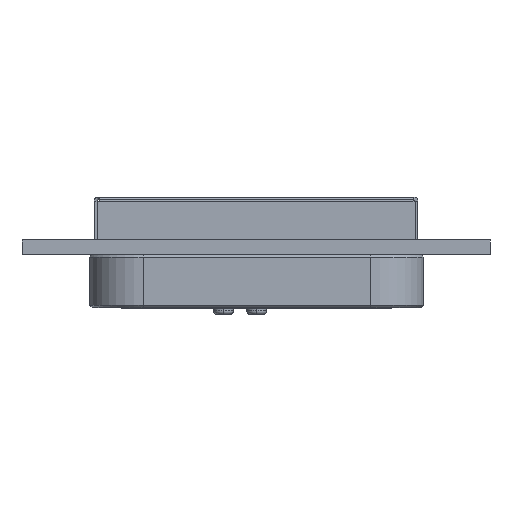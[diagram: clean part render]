
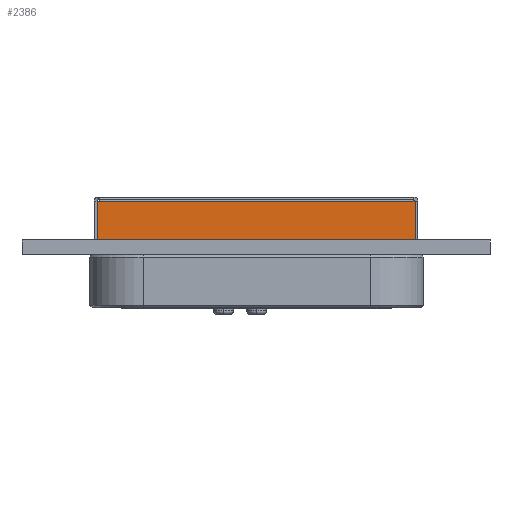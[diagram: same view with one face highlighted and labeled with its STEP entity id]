
A CAD part, front view. The second image highlights one B-rep face of the part: STEP entity #2386.
In plain terms, the highlighted planar face has unit normal (0, -1, 0).
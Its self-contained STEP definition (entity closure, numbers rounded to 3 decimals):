
#162 = ORIENTED_EDGE ( 'NONE', *, *, #16429, .T. ) ;
#798 = FACE_OUTER_BOUND ( 'NONE', #26504, .T. ) ;
#1066 = VECTOR ( 'NONE', #10902, 1000. ) ;
#1078 = CARTESIAN_POINT ( 'NONE',  ( 265.363, 350.917, 3.99 ) ) ;
#2093 = EDGE_CURVE ( 'NONE', #36883, #7331, #27780, .T. ) ;
#2176 = CARTESIAN_POINT ( 'NONE',  ( 144.153, 350.917, 3.99 ) ) ;
#2386 = ADVANCED_FACE ( 'NONE', ( #798 ), #29139, .F. ) ;
#3900 = LINE ( 'NONE', #35445, #24308 ) ;
#3927 = DIRECTION ( 'NONE',  ( 0., 1., 0. ) ) ;
#5752 = VECTOR ( 'NONE', #18370, 1000. ) ;
#6582 = ORIENTED_EDGE ( 'NONE', *, *, #10451, .T. ) ;
#6821 = LINE ( 'NONE', #16334, #30979 ) ;
#7093 = CARTESIAN_POINT ( 'NONE',  ( 265.363, 350.917, 3.99 ) ) ;
#7331 = VERTEX_POINT ( 'NONE', #9401 ) ;
#9401 = CARTESIAN_POINT ( 'NONE',  ( 288.976, 350.917, 3.99 ) ) ;
#9718 = VECTOR ( 'NONE', #21705, 1000. ) ;
#10289 = LINE ( 'NONE', #1078, #1066 ) ;
#10451 = EDGE_CURVE ( 'NONE', #24530, #14894, #10289, .T. ) ;
#10626 = CARTESIAN_POINT ( 'NONE',  ( 289.143, 350.917, 3.99 ) ) ;
#10902 = DIRECTION ( 'NONE',  ( 0., 0., -1. ) ) ;
#12532 = DIRECTION ( 'NONE',  ( 1., 0., 0. ) ) ;
#14894 = VERTEX_POINT ( 'NONE', #39298 ) ;
#15192 = CARTESIAN_POINT ( 'NONE',  ( 265.53, 350.917, 3.99 ) ) ;
#16334 = CARTESIAN_POINT ( 'NONE',  ( 289.143, 350.917, 3.99 ) ) ;
#16429 = EDGE_CURVE ( 'NONE', #36883, #24530, #18600, .T. ) ;
#16894 = AXIS2_PLACEMENT_3D ( 'NONE', #29552, #3927, #19717 ) ;
#17148 = VERTEX_POINT ( 'NONE', #10626 ) ;
#18370 = DIRECTION ( 'NONE',  ( -1., 0., 0. ) ) ;
#18600 = LINE ( 'NONE', #15192, #5752 ) ;
#19717 = DIRECTION ( 'NONE',  ( 0., 0., -1. ) ) ;
#20376 = EDGE_CURVE ( 'NONE', #17148, #7331, #34326, .T. ) ;
#21705 = DIRECTION ( 'NONE',  ( 1., 0., 0. ) ) ;
#24308 = VECTOR ( 'NONE', #12532, 1000. ) ;
#24530 = VERTEX_POINT ( 'NONE', #7093 ) ;
#24667 = CARTESIAN_POINT ( 'NONE',  ( 289.143, 350.917, 1.09 ) ) ;
#25292 = DIRECTION ( 'NONE',  ( -1., 0., 0. ) ) ;
#26504 = EDGE_LOOP ( 'NONE', ( #38010, #162, #6582, #40330, #39439, #31645 ) ) ;
#27533 = EDGE_CURVE ( 'NONE', #14894, #39402, #3900, .T. ) ;
#27780 = LINE ( 'NONE', #2176, #9718 ) ;
#28187 = CARTESIAN_POINT ( 'NONE',  ( 265.53, 350.917, 3.99 ) ) ;
#29128 = DIRECTION ( 'NONE',  ( 0., 0., 1. ) ) ;
#29139 = PLANE ( 'NONE',  #16894 ) ;
#29552 = CARTESIAN_POINT ( 'NONE',  ( 144.153, 350.917, 1.09 ) ) ;
#30979 = VECTOR ( 'NONE', #29128, 1000. ) ;
#31645 = ORIENTED_EDGE ( 'NONE', *, *, #20376, .T. ) ;
#34326 = LINE ( 'NONE', #34942, #35955 ) ;
#34942 = CARTESIAN_POINT ( 'NONE',  ( 288.976, 350.917, 3.99 ) ) ;
#35445 = CARTESIAN_POINT ( 'NONE',  ( 144.153, 350.917, 1.09 ) ) ;
#35955 = VECTOR ( 'NONE', #25292, 1000. ) ;
#36475 = EDGE_CURVE ( 'NONE', #39402, #17148, #6821, .T. ) ;
#36883 = VERTEX_POINT ( 'NONE', #28187 ) ;
#38010 = ORIENTED_EDGE ( 'NONE', *, *, #2093, .F. ) ;
#39298 = CARTESIAN_POINT ( 'NONE',  ( 265.363, 350.917, 1.09 ) ) ;
#39402 = VERTEX_POINT ( 'NONE', #24667 ) ;
#39439 = ORIENTED_EDGE ( 'NONE', *, *, #36475, .T. ) ;
#40330 = ORIENTED_EDGE ( 'NONE', *, *, #27533, .T. ) ;
